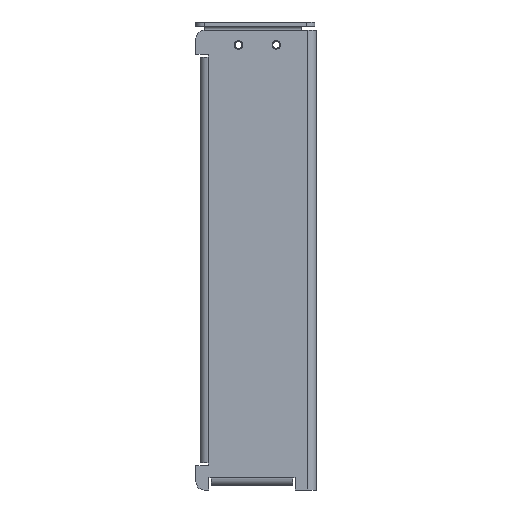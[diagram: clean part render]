
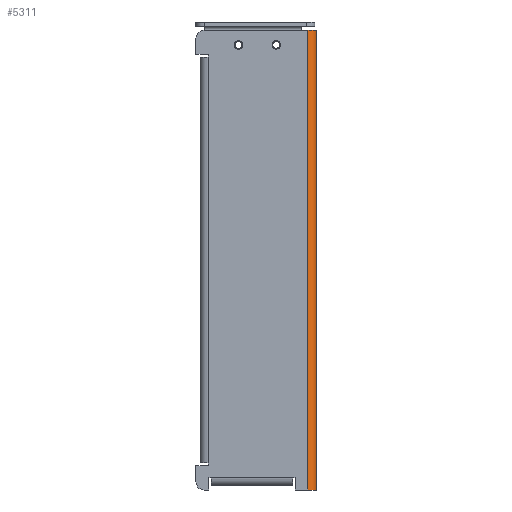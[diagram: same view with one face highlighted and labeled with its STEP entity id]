
A CAD part, left-side view. The second image highlights one B-rep face of the part: STEP entity #5311.
In plain terms, the highlighted cylindrical face has radius 3 mm (diameter 6 mm), a partial arc.
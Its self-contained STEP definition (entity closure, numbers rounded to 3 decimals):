
#483=FACE_OUTER_BOUND('',#830,.T.);
#830=EDGE_LOOP('',(#4789,#4790,#4791,#4792));
#988=CIRCLE('',#5644,3.);
#990=CIRCLE('',#5650,3.);
#1449=LINE('',#11152,#1799);
#1452=LINE('',#12139,#1802);
#1799=VECTOR('',#6224,10.);
#1802=VECTOR('',#6241,10.);
#2347=VERTEX_POINT('',#11149);
#2348=VERTEX_POINT('',#11151);
#2352=VERTEX_POINT('',#12137);
#2353=VERTEX_POINT('',#12138);
#2910=EDGE_CURVE('',#2347,#2348,#1449,.T.);
#2926=EDGE_CURVE('',#2352,#2353,#1452,.T.);
#3213=EDGE_CURVE('',#2353,#2348,#988,.T.);
#3221=EDGE_CURVE('',#2347,#2352,#990,.T.);
#4789=ORIENTED_EDGE('',*,*,#2910,.F.);
#4790=ORIENTED_EDGE('',*,*,#3221,.T.);
#4791=ORIENTED_EDGE('',*,*,#2926,.T.);
#4792=ORIENTED_EDGE('',*,*,#3213,.T.);
#5042=CYLINDRICAL_SURFACE('',#5723,3.);
#5311=ADVANCED_FACE('',(#483),#5042,.T.);
#5644=AXIS2_PLACEMENT_3D('',#20064,#6613,#6614);
#5650=AXIS2_PLACEMENT_3D('',#20078,#6631,#6632);
#5723=AXIS2_PLACEMENT_3D('',#20208,#6832,#6833);
#6224=DIRECTION('',(0.,0.,1.));
#6241=DIRECTION('',(0.,0.,1.));
#6613=DIRECTION('center_axis',(0.,0.,-1.));
#6614=DIRECTION('ref_axis',(0.,-1.,0.));
#6631=DIRECTION('center_axis',(0.,0.,1.));
#6632=DIRECTION('ref_axis',(-1.,0.,0.));
#6832=DIRECTION('center_axis',(0.,0.,-1.));
#6833=DIRECTION('ref_axis',(0.,-1.,0.));
#11149=CARTESIAN_POINT('',(-110.596,1.5,-126.319));
#11151=CARTESIAN_POINT('',(-110.596,1.5,43.681));
#11152=CARTESIAN_POINT('',(-110.596,1.5,-20.659));
#12137=CARTESIAN_POINT('',(-107.596,-1.5,-126.319));
#12138=CARTESIAN_POINT('',(-107.596,-1.5,43.681));
#12139=CARTESIAN_POINT('',(-107.596,-1.5,-20.659));
#20064=CARTESIAN_POINT('Origin',(-107.596,1.5,43.681));
#20078=CARTESIAN_POINT('Origin',(-107.596,1.5,-126.319));
#20208=CARTESIAN_POINT('Origin',(-107.596,1.5,-41.319));
